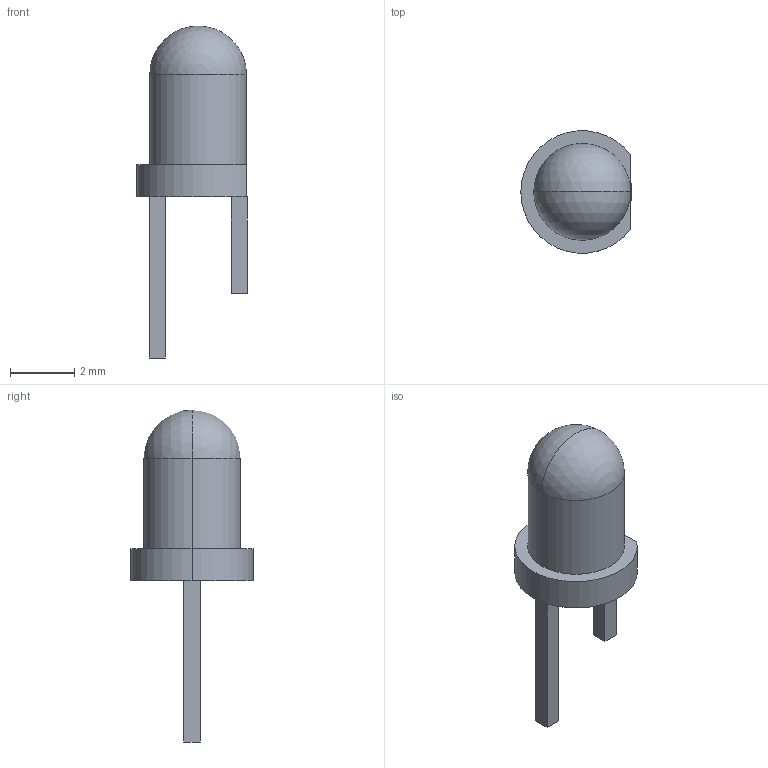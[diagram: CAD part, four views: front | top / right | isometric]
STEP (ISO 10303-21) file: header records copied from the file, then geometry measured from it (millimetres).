
FILE_DESCRIPTION (( 'STEP AP214' ), '1' );
FILE_NAME ('LED-TH_BD3.0-P2.54-FD_YELLOW.STEP', '2022-04-08T14:33:04', ( '' ), ( '' ), 'SwSTEP 2.0', 'SolidWorks 2020', '' );
FILE_SCHEMA (( 'AUTOMOTIVE_DESIGN' ));
Length unit declared in the file: millimetre
Products named in the file (1): LED-TH_BD3.0-P2.54-FD_YELLOW
Bounding box: 3.42 x 3.79 x 10.3 mm (x, y, z)
Volume: 39.6 mm3; surface area: 82.8 mm2
Topology: 1 solids, 1 shells, 79 faces, 206 edges, 135 vertices
Faces by surface type: plane 59, bspline 14, cylinder 4, sphere 2
Entity records: 3949 total; most frequent: CARTESIAN_POINT 1213, ORIENTED_EDGE 404, DIRECTION 316, EDGE_CURVE 202, VECTOR 164, LINE 164, VERTEX_POINT 133, EDGE_LOOP 87
